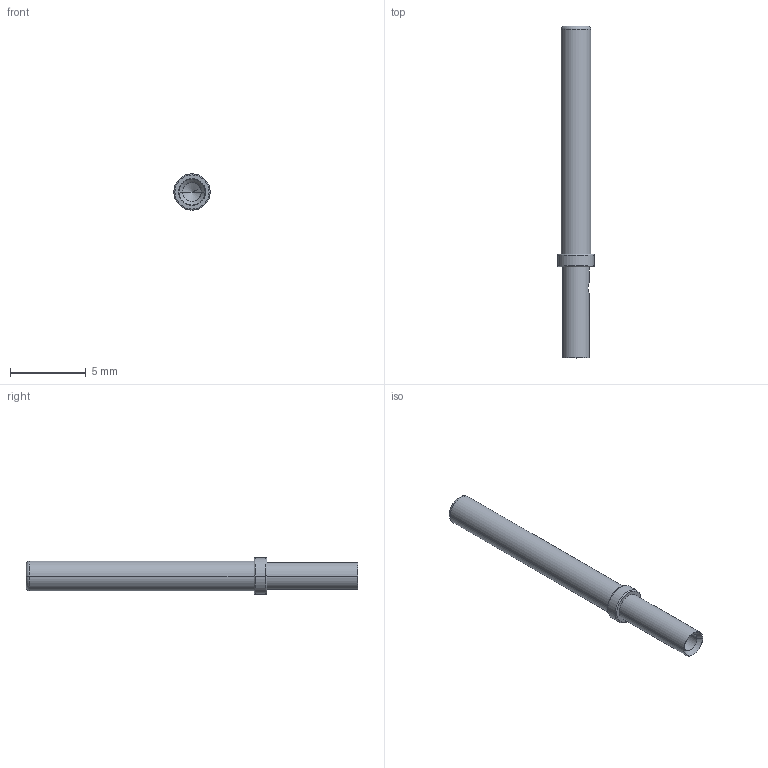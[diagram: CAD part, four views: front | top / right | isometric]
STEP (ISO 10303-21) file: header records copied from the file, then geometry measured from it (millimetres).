
FILE_DESCRIPTION((''),'2;1');
FILE_NAME('00173420302','2020-08-18T',('presta_be4'),(''),'CREO PARAMETRIC BY PTC INC, 2018360','CREO PARAMETRIC BY PTC INC, 2018360','');
FILE_SCHEMA(('CONFIG_CONTROL_DESIGN'));
Length unit declared in the file: millimetre
Products named in the file (1): 00173420302
Bounding box: 2.39 x 21.92 x 2.39 mm (x, y, z)
Volume: 52.8 mm3; surface area: 180.9 mm2
Topology: 1 solids, 1 shells, 27 faces, 60 edges, 32 vertices
Faces by surface type: cylinder 12, torus 6, cone 6, plane 3
Entity records: 798 total; most frequent: CARTESIAN_POINT 165, DIRECTION 138, ORIENTED_EDGE 112, AXIS2_PLACEMENT_3D 59, EDGE_CURVE 56, VERTEX_POINT 32, CIRCLE 32, EDGE_LOOP 30
